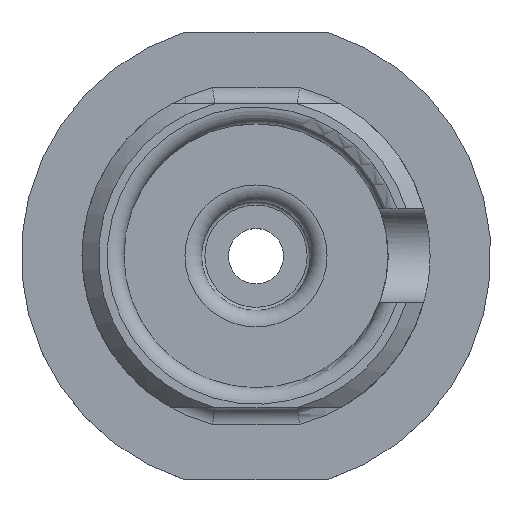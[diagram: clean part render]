
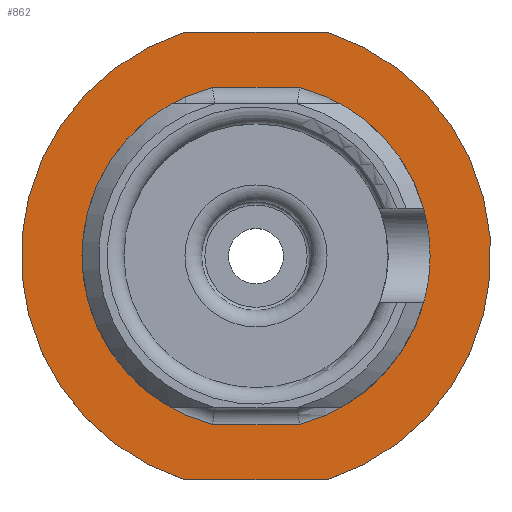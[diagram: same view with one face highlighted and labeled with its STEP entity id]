
A CAD part, top view. The second image highlights one B-rep face of the part: STEP entity #862.
In plain terms, the highlighted planar face has unit normal (0, 0, 1).
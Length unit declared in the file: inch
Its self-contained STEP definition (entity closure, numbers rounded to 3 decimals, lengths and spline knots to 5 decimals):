
#15=FACE_BOUND('',#253,.T.);
#20=PLANE('',#965);
#79=LINE('',#1514,#135);
#80=LINE('',#1515,#136);
#81=LINE('',#1517,#137);
#82=LINE('',#1519,#138);
#135=VECTOR('',#1141,39.37008);
#136=VECTOR('',#1142,39.37008);
#137=VECTOR('',#1143,39.37008);
#138=VECTOR('',#1144,39.37008);
#202=FACE_OUTER_BOUND('',#252,.T.);
#252=EDGE_LOOP('',(#633,#634,#635,#636));
#253=EDGE_LOOP('',(#637,#638,#639,#640));
#298=CIRCLE('',#913,0.15748);
#328=CIRCLE('',#959,0.2125);
#331=CIRCLE('',#964,0.2125);
#332=CIRCLE('',#966,0.15748);
#342=VERTEX_POINT('',#1251);
#343=VERTEX_POINT('',#1252);
#392=VERTEX_POINT('',#1491);
#393=VERTEX_POINT('',#1493);
#398=VERTEX_POINT('',#1508);
#399=VERTEX_POINT('',#1510);
#400=VERTEX_POINT('',#1516);
#401=VERTEX_POINT('',#1518);
#420=EDGE_CURVE('',#342,#343,#298,.T.);
#481=EDGE_CURVE('',#393,#392,#328,.T.);
#491=EDGE_CURVE('',#398,#399,#331,.T.);
#492=EDGE_CURVE('',#393,#399,#79,.T.);
#493=EDGE_CURVE('',#398,#392,#80,.T.);
#494=EDGE_CURVE('',#400,#342,#81,.T.);
#495=EDGE_CURVE('',#343,#401,#82,.T.);
#496=EDGE_CURVE('',#401,#400,#332,.T.);
#633=ORIENTED_EDGE('',*,*,#492,.F.);
#634=ORIENTED_EDGE('',*,*,#481,.T.);
#635=ORIENTED_EDGE('',*,*,#493,.F.);
#636=ORIENTED_EDGE('',*,*,#491,.T.);
#637=ORIENTED_EDGE('',*,*,#494,.T.);
#638=ORIENTED_EDGE('',*,*,#420,.T.);
#639=ORIENTED_EDGE('',*,*,#495,.T.);
#640=ORIENTED_EDGE('',*,*,#496,.T.);
#862=ADVANCED_FACE('',(#202,#15),#20,.F.);
#913=AXIS2_PLACEMENT_3D('',#1253,#1009,#1010);
#959=AXIS2_PLACEMENT_3D('',#1494,#1120,#1121);
#964=AXIS2_PLACEMENT_3D('',#1512,#1137,#1138);
#965=AXIS2_PLACEMENT_3D('',#1513,#1139,#1140);
#966=AXIS2_PLACEMENT_3D('',#1520,#1145,#1146);
#1009=DIRECTION('center_axis',(0.,0.,-1.));
#1010=DIRECTION('ref_axis',(-1.,0.,0.));
#1120=DIRECTION('center_axis',(0.,0.,1.));
#1121=DIRECTION('ref_axis',(1.,0.,0.));
#1137=DIRECTION('center_axis',(0.,0.,1.));
#1138=DIRECTION('ref_axis',(1.,0.,0.));
#1139=DIRECTION('center_axis',(0.,0.,-1.));
#1140=DIRECTION('ref_axis',(-1.,0.,0.));
#1141=DIRECTION('',(-1.,0.,0.));
#1142=DIRECTION('',(1.,0.,0.));
#1143=DIRECTION('',(-1.,0.,0.));
#1144=DIRECTION('',(1.,0.,0.));
#1145=DIRECTION('center_axis',(0.,0.,-1.));
#1146=DIRECTION('ref_axis',(-1.,0.,0.));
#1251=CARTESIAN_POINT('',(-0.03929,-0.1525,0.0025));
#1252=CARTESIAN_POINT('',(-0.03929,0.1525,0.0025));
#1253=CARTESIAN_POINT('Origin',(0.,0.,0.0025));
#1491=CARTESIAN_POINT('',(0.06442,0.2025,0.0025));
#1493=CARTESIAN_POINT('',(0.06442,-0.2025,0.0025));
#1494=CARTESIAN_POINT('Origin',(0.,0.,0.0025));
#1508=CARTESIAN_POINT('',(-0.06442,0.2025,0.0025));
#1510=CARTESIAN_POINT('',(-0.06442,-0.2025,0.0025));
#1512=CARTESIAN_POINT('Origin',(0.,0.,0.0025));
#1513=CARTESIAN_POINT('Origin',(0.,0.2125,0.0025));
#1514=CARTESIAN_POINT('',(0.,-0.2025,0.0025));
#1515=CARTESIAN_POINT('',(0.,0.2025,0.0025));
#1516=CARTESIAN_POINT('',(0.03929,-0.1525,0.0025));
#1517=CARTESIAN_POINT('',(0.,-0.1525,0.0025));
#1518=CARTESIAN_POINT('',(0.03929,0.1525,0.0025));
#1519=CARTESIAN_POINT('',(0.,0.1525,0.0025));
#1520=CARTESIAN_POINT('Origin',(0.,0.,0.0025));
